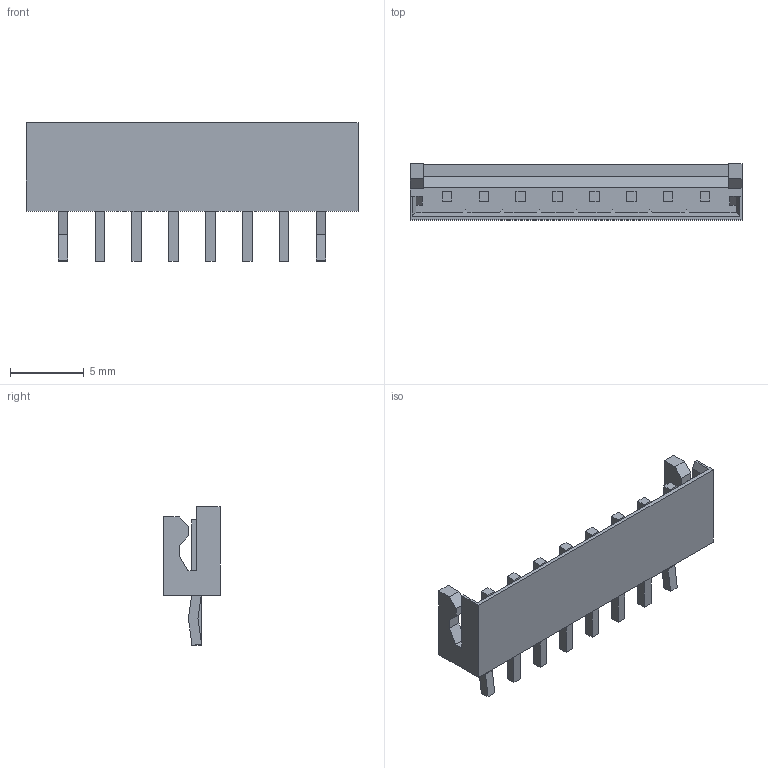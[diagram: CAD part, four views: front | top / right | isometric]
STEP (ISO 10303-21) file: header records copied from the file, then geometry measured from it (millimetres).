
FILE_DESCRIPTION((''),'2;1');
FILE_NAME('C-440052-8','2019-03-28T05:26:39',('workeradm'),('TE Connectivity Ltd.'),'CREO PARAMETRIC BY PTC INC, 2018190','CREO PARAMETRIC BY PTC INC, 2018190','');
FILE_SCHEMA(('AUTOMOTIVE_DESIGN { 1 0 10303 214 1 1 1 1 }'));
Length unit declared in the file: millimetre
Products named in the file (1): C-440052-8
Bounding box: 22.5 x 3.8 x 9.4 mm (x, y, z)
Volume: 201.7 mm3; surface area: 646.5 mm2
Topology: 1 solids, 1 shells, 142 faces, 368 edges, 244 vertices
Faces by surface type: plane 142
Entity records: 4284 total; most frequent: CARTESIAN_POINT 756, ORIENTED_EDGE 736, DIRECTION 652, VECTOR 368, LINE 368, EDGE_CURVE 368, VERTEX_POINT 244, EDGE_LOOP 158
